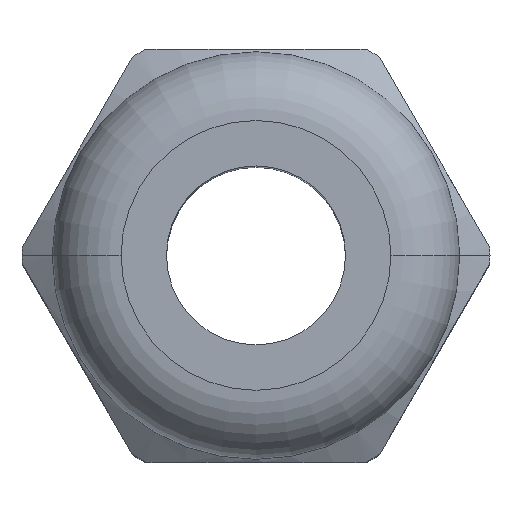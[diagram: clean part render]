
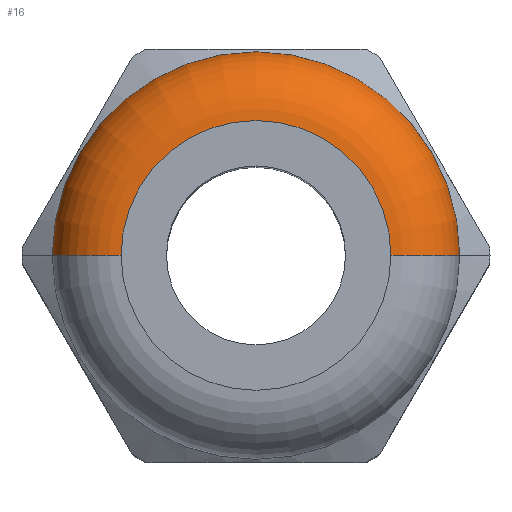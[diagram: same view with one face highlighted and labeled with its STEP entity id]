
A CAD part, top view. The second image highlights one B-rep face of the part: STEP entity #16.
In plain terms, the highlighted toroidal (fillet/blend) face has major radius 4.9 mm and minor radius 2.5 mm.
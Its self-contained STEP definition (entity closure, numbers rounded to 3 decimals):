
#14 = EDGE_CURVE ( 'NONE', #27, #31, #695, .T. ) ;
#16 = ADVANCED_FACE ( 'NONE', ( #815 ), #688, .T. ) ;
#18 = VERTEX_POINT ( 'NONE', #687 ) ;
#24 = EDGE_CURVE ( 'NONE', #27, #18, #866, .T. ) ;
#27 = VERTEX_POINT ( 'NONE', #864 ) ;
#28 = ORIENTED_EDGE ( 'NONE', *, *, #47, .F. ) ;
#29 = EDGE_LOOP ( 'NONE', ( #38, #30, #28, #35 ) ) ;
#30 = ORIENTED_EDGE ( 'NONE', *, *, #24, .T. ) ;
#31 = VERTEX_POINT ( 'NONE', #683 ) ;
#35 = ORIENTED_EDGE ( 'NONE', *, *, #45, .F. ) ;
#38 = ORIENTED_EDGE ( 'NONE', *, *, #14, .F. ) ;
#41 = VERTEX_POINT ( 'NONE', #859 ) ;
#45 = EDGE_CURVE ( 'NONE', #31, #41, #729, .T. ) ;
#47 = EDGE_CURVE ( 'NONE', #41, #18, #720, .T. ) ;
#681 = DIRECTION ( 'NONE',  ( 0., 0., 1. ) ) ;
#682 = CARTESIAN_POINT ( 'NONE',  ( 0., 0., 26. ) ) ;
#683 = CARTESIAN_POINT ( 'NONE',  ( 7.4, 0., 26. ) ) ;
#686 = DIRECTION ( 'NONE',  ( 1., 0., 0. ) ) ;
#687 = CARTESIAN_POINT ( 'NONE',  ( -4.9, 0., 28.5 ) ) ;
#688 = TOROIDAL_SURFACE ( 'NONE', #809, 4.9, 2.5 ) ;
#689 = DIRECTION ( 'NONE',  ( 0., 0., -1. ) ) ;
#695 = CIRCLE ( 'NONE', #820, 7.4 ) ;
#715 = DIRECTION ( 'NONE',  ( 1., 0., 0. ) ) ;
#716 = DIRECTION ( 'NONE',  ( 0., 0., 1. ) ) ;
#717 = CARTESIAN_POINT ( 'NONE',  ( 0., 0., 28.5 ) ) ;
#720 = CIRCLE ( 'NONE', #730, 4.9 ) ;
#725 = DIRECTION ( 'NONE',  ( 0., 0., -1. ) ) ;
#726 = DIRECTION ( 'NONE',  ( 0., -1., 0. ) ) ;
#727 = CARTESIAN_POINT ( 'NONE',  ( 4.9, 0., 26. ) ) ;
#728 = AXIS2_PLACEMENT_3D ( 'NONE', #727, #726, #725 ) ;
#729 = CIRCLE ( 'NONE', #728, 2.5 ) ;
#730 = AXIS2_PLACEMENT_3D ( 'NONE', #717, #716, #715 ) ;
#808 = CARTESIAN_POINT ( 'NONE',  ( 0., 0., 26. ) ) ;
#809 = AXIS2_PLACEMENT_3D ( 'NONE', #682, #681, #880 ) ;
#815 = FACE_OUTER_BOUND ( 'NONE', #29, .T. ) ;
#820 = AXIS2_PLACEMENT_3D ( 'NONE', #808, #689, #686 ) ;
#859 = CARTESIAN_POINT ( 'NONE',  ( 4.9, 0., 28.5 ) ) ;
#861 = DIRECTION ( 'NONE',  ( -1., 0., 0. ) ) ;
#862 = DIRECTION ( 'NONE',  ( 0., 1., 0. ) ) ;
#863 = CARTESIAN_POINT ( 'NONE',  ( -4.9, 0., 26. ) ) ;
#864 = CARTESIAN_POINT ( 'NONE',  ( -7.4, 0., 26. ) ) ;
#866 = CIRCLE ( 'NONE', #874, 2.5 ) ;
#874 = AXIS2_PLACEMENT_3D ( 'NONE', #863, #862, #861 ) ;
#880 = DIRECTION ( 'NONE',  ( 1., 0., 0. ) ) ;
